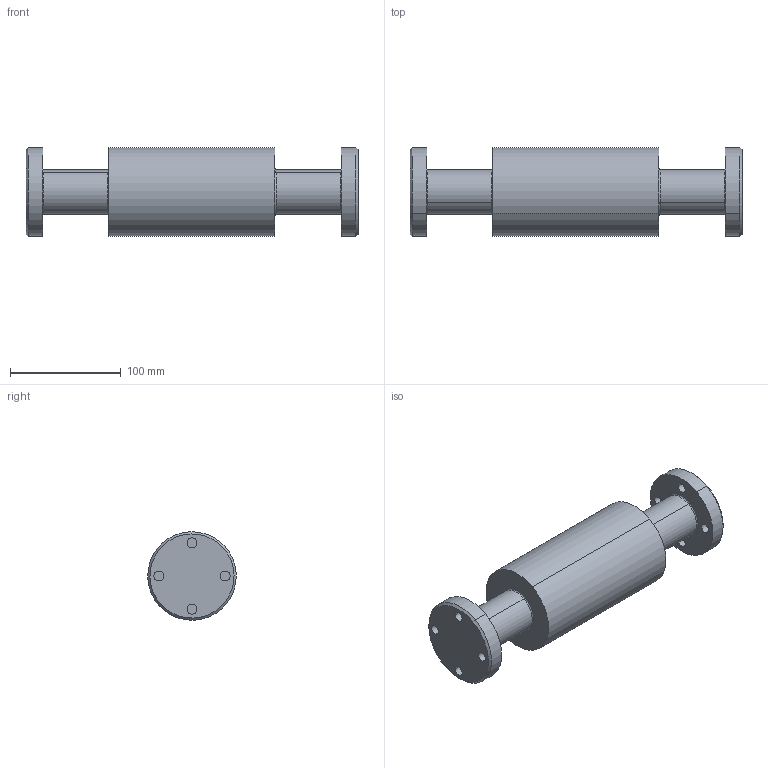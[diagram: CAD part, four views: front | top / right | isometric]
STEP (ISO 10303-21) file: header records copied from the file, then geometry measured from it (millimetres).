
FILE_DESCRIPTION(('CATIA V5 STEP Exchange'),'2;1');
FILE_NAME('RimRunningIn_Spacer.stp','2021-07-09T15:42:50+00:00',('none'),('none'),'CATIA Version 5-6 Release 2016','CATIA V5 STEP AP203','none');
FILE_SCHEMA(('CONFIG_CONTROL_DESIGN'));
Length unit declared in the file: millimetre
Products named in the file (1): Part1
Bounding box: 300 x 79.98 x 79.98 mm (x, y, z)
Volume: 1047061.6 mm3; surface area: 87013.1 mm2
Topology: 1 solids, 1 shells, 44 faces, 102 edges, 66 vertices
Faces by surface type: cylinder 26, torus 8, plane 6, cone 4
Entity records: 1208 total; most frequent: ORIENTED_EDGE 204, CARTESIAN_POINT 197, DIRECTION 158, EDGE_CURVE 102, AXIS2_PLACEMENT_3D 101, CIRCLE 72, EDGE_LOOP 64, VERTEX_POINT 64
